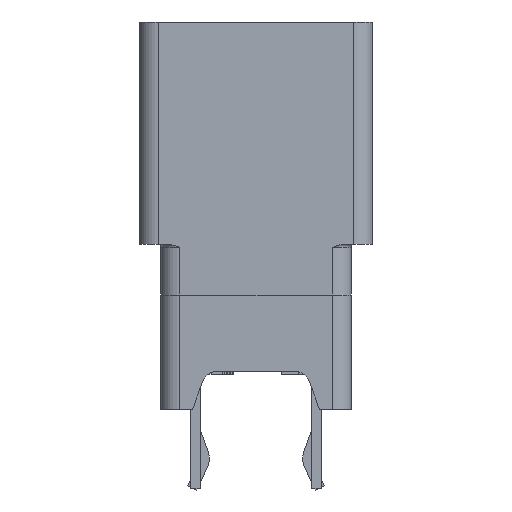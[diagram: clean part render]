
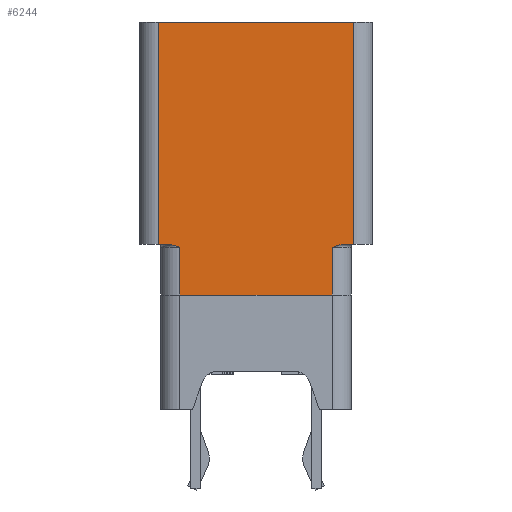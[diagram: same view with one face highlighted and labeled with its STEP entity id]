
A CAD part, left-side view. The second image highlights one B-rep face of the part: STEP entity #6244.
In plain terms, the highlighted planar face has unit normal (-1, 0, 0).
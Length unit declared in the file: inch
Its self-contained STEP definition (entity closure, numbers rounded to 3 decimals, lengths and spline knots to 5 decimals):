
#2=DIRECTION('',(0.,0.,-1.));
#3=VECTOR('',#2,0.35);
#4=CARTESIAN_POINT('',(-1.03,0.154,0.));
#5=LINE('',#4,#3);
#6=DIRECTION('',(0.,-1.,0.));
#7=VECTOR('',#6,0.308);
#8=CARTESIAN_POINT('',(-1.03,0.154,0.));
#9=LINE('',#8,#7);
#10=DIRECTION('',(0.,0.,1.));
#11=VECTOR('',#10,0.35);
#12=CARTESIAN_POINT('',(-1.03,-0.154,-0.35));
#13=LINE('',#12,#11);
#14=DIRECTION('',(0.,0.,1.));
#15=VECTOR('',#14,0.075);
#16=CARTESIAN_POINT('',(-1.03,-0.12,-0.43));
#17=LINE('',#16,#15);
#28=DIRECTION('',(0.,-1.,0.));
#29=VECTOR('',#28,0.01597);
#30=CARTESIAN_POINT('',(-1.03,0.154,-0.35));
#31=LINE('',#30,#29);
#73=DIRECTION('',(0.,-1.,0.));
#74=VECTOR('',#73,0.01597);
#75=CARTESIAN_POINT('',(-1.03,-0.13803,-0.35));
#76=LINE('',#75,#74);
#1294=CARTESIAN_POINT('',(-1.03,0.13803,-0.35));
#1295=CARTESIAN_POINT('',(-1.03,0.13672,-0.35));
#1296=CARTESIAN_POINT('',(-1.03,0.134,-0.35027));
#1297=CARTESIAN_POINT('',(-1.03,0.12961,-0.35135));
#1298=CARTESIAN_POINT('',(-1.03,0.12498,-0.35297));
#1299=CARTESIAN_POINT('',(-1.03,0.1217,-0.3543));
#1300=CARTESIAN_POINT('',(-1.03,0.12,-0.355));
#1307=DIRECTION('',(0.,0.,1.));
#1308=VECTOR('',#1307,0.075);
#1309=CARTESIAN_POINT('',(-1.03,0.12,-0.43));
#1310=LINE('',#1309,#1308);
#1320=DIRECTION('',(0.,1.,0.));
#1321=VECTOR('',#1320,0.24);
#1322=CARTESIAN_POINT('',(-1.03,-0.12,-0.43));
#1323=LINE('',#1322,#1321);
#2561=CARTESIAN_POINT('',(-1.03,-0.12,-0.355));
#2562=CARTESIAN_POINT('',(-1.03,-0.12135,-0.35445));
#2563=CARTESIAN_POINT('',(-1.03,-0.12397,-0.35338));
#2564=CARTESIAN_POINT('',(-1.03,-0.12772,-0.35199));
#2565=CARTESIAN_POINT('',(-1.03,-0.13125,-0.35091));
#2566=CARTESIAN_POINT('',(-1.03,-0.13474,-0.35018));
#2567=CARTESIAN_POINT('',(-1.03,-0.13695,-0.35));
#2568=CARTESIAN_POINT('',(-1.03,-0.13803,-0.35));
#4922=CARTESIAN_POINT('',(-1.03,-0.12,-0.43));
#4924=VERTEX_POINT('',#4922);
#4925=CARTESIAN_POINT('',(-1.03,0.12,-0.43));
#4926=VERTEX_POINT('',#4925);
#6169=CARTESIAN_POINT('',(-1.03,0.154,-0.35));
#6171=VERTEX_POINT('',#6169);
#6175=CARTESIAN_POINT('',(-1.03,0.154,0.));
#6176=VERTEX_POINT('',#6175);
#6177=CARTESIAN_POINT('',(-1.03,-0.154,0.));
#6179=VERTEX_POINT('',#6177);
#6183=CARTESIAN_POINT('',(-1.03,-0.154,-0.35));
#6184=VERTEX_POINT('',#6183);
#6197=CARTESIAN_POINT('',(-1.03,0.12,-0.355));
#6198=VERTEX_POINT('',#6197);
#6199=CARTESIAN_POINT('',(-1.03,0.13803,-0.35));
#6200=VERTEX_POINT('',#6199);
#6202=CARTESIAN_POINT('',(-1.03,-0.13803,-0.35));
#6204=VERTEX_POINT('',#6202);
#6206=CARTESIAN_POINT('',(-1.03,-0.12,-0.355));
#6208=VERTEX_POINT('',#6206);
#6217=CARTESIAN_POINT('',(-1.03,0.,0.));
#6218=DIRECTION('',(1.,0.,0.));
#6219=DIRECTION('',(0.,0.,-1.));
#6220=AXIS2_PLACEMENT_3D('',#6217,#6218,#6219);
#6221=PLANE('',#6220);
#6223=ORIENTED_EDGE('',*,*,#6222,.F.);
#6225=ORIENTED_EDGE('',*,*,#6224,.T.);
#6227=ORIENTED_EDGE('',*,*,#6226,.F.);
#6229=ORIENTED_EDGE('',*,*,#6228,.F.);
#6231=ORIENTED_EDGE('',*,*,#6230,.F.);
#6233=ORIENTED_EDGE('',*,*,#6232,.F.);
#6235=ORIENTED_EDGE('',*,*,#6234,.T.);
#6237=ORIENTED_EDGE('',*,*,#6236,.T.);
#6239=ORIENTED_EDGE('',*,*,#6238,.F.);
#6241=ORIENTED_EDGE('',*,*,#6240,.F.);
#6242=EDGE_LOOP('',(#6223,#6225,#6227,#6229,#6231,#6233,#6235,#6237,#6239,
#6241));
#6243=FACE_OUTER_BOUND('',#6242,.F.);
#1301=B_SPLINE_CURVE_WITH_KNOTS('',3,(#1294,#1295,#1296,#1297,#1298,#1299,
#1300),.UNSPECIFIED.,.F.,.F.,(4,1,1,1,4),(0.,0.25,0.5,0.75,1.),
.UNSPECIFIED.);
#2569=B_SPLINE_CURVE_WITH_KNOTS('',3,(#2561,#2562,#2563,#2564,#2565,#2566,#2567,
#2568),.UNSPECIFIED.,.F.,.F.,(4,1,1,1,1,4),(0.,0.2,0.4,0.6,0.8,1.),
.UNSPECIFIED.);
#6222=EDGE_CURVE('',#6176,#6171,#5,.T.);
#6224=EDGE_CURVE('',#6176,#6179,#9,.T.);
#6226=EDGE_CURVE('',#6184,#6179,#13,.T.);
#6228=EDGE_CURVE('',#6204,#6184,#76,.T.);
#6230=EDGE_CURVE('',#6208,#6204,#2569,.T.);
#6232=EDGE_CURVE('',#4924,#6208,#17,.T.);
#6234=EDGE_CURVE('',#4924,#4926,#1323,.T.);
#6236=EDGE_CURVE('',#4926,#6198,#1310,.T.);
#6238=EDGE_CURVE('',#6200,#6198,#1301,.T.);
#6240=EDGE_CURVE('',#6171,#6200,#31,.T.);
#6244=ADVANCED_FACE('',(#6243),#6221,.F.);
